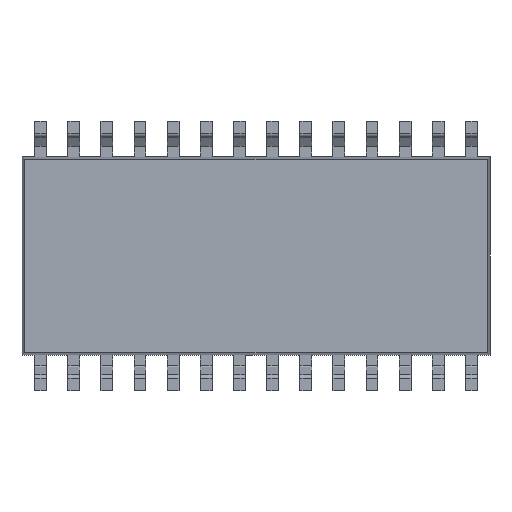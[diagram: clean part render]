
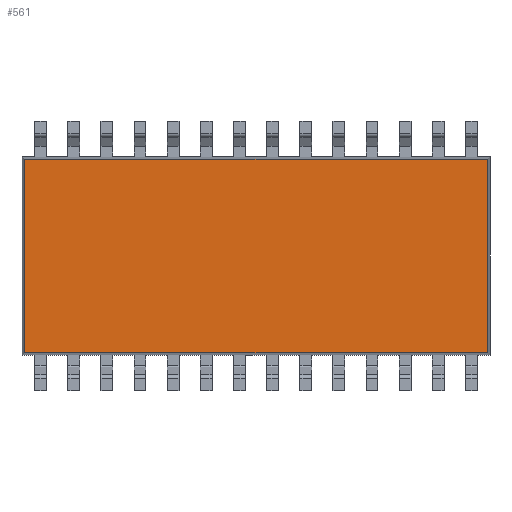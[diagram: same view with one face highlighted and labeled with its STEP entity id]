
A CAD part, front view. The second image highlights one B-rep face of the part: STEP entity #561.
In plain terms, the highlighted face is planar.
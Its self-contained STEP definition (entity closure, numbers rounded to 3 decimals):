
#53 = VERTEX_POINT ( 'NONE', #1390 ) ;
#64 = EDGE_CURVE ( 'NONE', #53, #91, #2096, .T. ) ;
#76 = VECTOR ( 'NONE', #440, 1000. ) ;
#91 = VERTEX_POINT ( 'NONE', #814 ) ;
#150 = ORIENTED_EDGE ( 'NONE', *, *, #269, .T. ) ;
#208 = EDGE_LOOP ( 'NONE', ( #1548, #2079, #212, #150 ) ) ;
#212 = ORIENTED_EDGE ( 'NONE', *, *, #64, .T. ) ;
#250 = CARTESIAN_POINT ( 'NONE',  ( 8.865, 0., 0.15 ) ) ;
#269 = EDGE_CURVE ( 'NONE', #91, #1219, #1001, .T. ) ;
#341 = CARTESIAN_POINT ( 'NONE',  ( 0., 3.7, 0.15 ) ) ;
#440 = DIRECTION ( 'NONE',  ( 0., -1., 0. ) ) ;
#561 = ADVANCED_FACE ( 'NONE', ( #2034 ), #1585, .T. ) ;
#661 = LINE ( 'NONE', #1353, #997 ) ;
#800 = DIRECTION ( 'NONE',  ( 0., 0., -1. ) ) ;
#814 = CARTESIAN_POINT ( 'NONE',  ( 8.865, -3.7, 0.15 ) ) ;
#884 = VECTOR ( 'NONE', #1498, 1000. ) ;
#997 = VECTOR ( 'NONE', #1553, 1000. ) ;
#1001 = LINE ( 'NONE', #1386, #1311 ) ;
#1039 = EDGE_CURVE ( 'NONE', #1660, #53, #1669, .T. ) ;
#1049 = CARTESIAN_POINT ( 'NONE',  ( -8.865, -3.7, 0.15 ) ) ;
#1200 = AXIS2_PLACEMENT_3D ( 'NONE', #1952, #800, #2160 ) ;
#1219 = VERTEX_POINT ( 'NONE', #1049 ) ;
#1311 = VECTOR ( 'NONE', #2137, 1000. ) ;
#1353 = CARTESIAN_POINT ( 'NONE',  ( -8.865, 0., 0.15 ) ) ;
#1386 = CARTESIAN_POINT ( 'NONE',  ( 0., -3.7, 0.15 ) ) ;
#1390 = CARTESIAN_POINT ( 'NONE',  ( 8.865, 3.7, 0.15 ) ) ;
#1498 = DIRECTION ( 'NONE',  ( 1., 0., 0. ) ) ;
#1537 = CARTESIAN_POINT ( 'NONE',  ( -8.865, 3.7, 0.15 ) ) ;
#1548 = ORIENTED_EDGE ( 'NONE', *, *, #2380, .T. ) ;
#1553 = DIRECTION ( 'NONE',  ( 0., 1., 0. ) ) ;
#1585 = PLANE ( 'NONE',  #1200 ) ;
#1660 = VERTEX_POINT ( 'NONE', #1537 ) ;
#1669 = LINE ( 'NONE', #341, #884 ) ;
#1952 = CARTESIAN_POINT ( 'NONE',  ( 0., 0., 0.15 ) ) ;
#2034 = FACE_OUTER_BOUND ( 'NONE', #208, .T. ) ;
#2079 = ORIENTED_EDGE ( 'NONE', *, *, #1039, .T. ) ;
#2096 = LINE ( 'NONE', #250, #76 ) ;
#2137 = DIRECTION ( 'NONE',  ( -1., 0., 0. ) ) ;
#2160 = DIRECTION ( 'NONE',  ( -1., 0., 0. ) ) ;
#2380 = EDGE_CURVE ( 'NONE', #1219, #1660, #661, .T. ) ;
